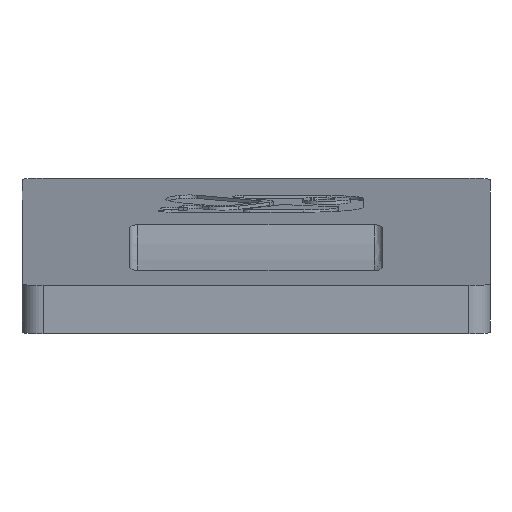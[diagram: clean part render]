
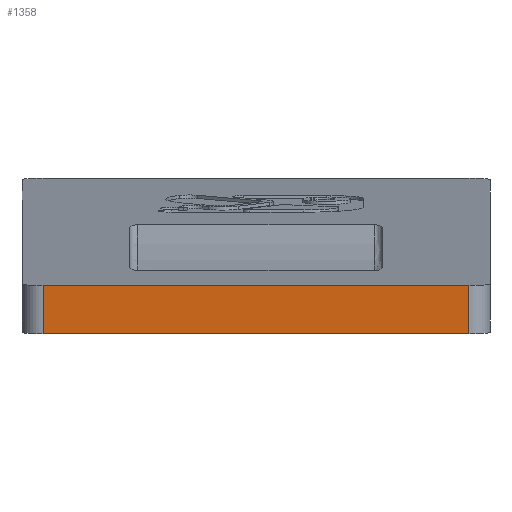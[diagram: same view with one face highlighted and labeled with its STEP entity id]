
A CAD part, front view. The second image highlights one B-rep face of the part: STEP entity #1358.
In plain terms, the highlighted planar face has unit normal (0, -0.996, -0.087).
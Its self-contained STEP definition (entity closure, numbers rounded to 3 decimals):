
#97=PLANE('',#1453);
#123=LINE('',#1978,#232);
#176=LINE('',#2345,#285);
#200=LINE('',#2485,#309);
#205=LINE('',#2492,#314);
#232=VECTOR('',#1573,10.);
#285=VECTOR('',#1670,10.);
#309=VECTOR('',#1728,10.);
#314=VECTOR('',#1737,10.);
#409=FACE_OUTER_BOUND('',#496,.T.);
#496=EDGE_LOOP('',(#1272,#1273,#1274,#1275));
#606=VERTEX_POINT('',#1975);
#607=VERTEX_POINT('',#1977);
#678=VERTEX_POINT('',#2342);
#679=VERTEX_POINT('',#2344);
#754=EDGE_CURVE('',#606,#607,#123,.T.);
#847=EDGE_CURVE('',#678,#679,#176,.T.);
#882=EDGE_CURVE('',#679,#606,#200,.T.);
#887=EDGE_CURVE('',#607,#678,#205,.T.);
#1272=ORIENTED_EDGE('',*,*,#847,.F.);
#1273=ORIENTED_EDGE('',*,*,#887,.F.);
#1274=ORIENTED_EDGE('',*,*,#754,.F.);
#1275=ORIENTED_EDGE('',*,*,#882,.F.);
#1358=ADVANCED_FACE('',(#409),#97,.T.);
#1453=AXIS2_PLACEMENT_3D('',#2499,#1748,#1749);
#1573=DIRECTION('',(-1.,0.,0.));
#1670=DIRECTION('',(1.,0.,0.));
#1728=DIRECTION('',(0.,0.087,-0.996));
#1737=DIRECTION('',(0.,-0.087,0.996));
#1748=DIRECTION('center_axis',(0.,-0.996,
-0.087));
#1749=DIRECTION('ref_axis',(-1.,0.,0.));
#1975=CARTESIAN_POINT('',(303.9,-139.69,35.975));
#1977=CARTESIAN_POINT('',(277.581,-139.69,35.975));
#1978=CARTESIAN_POINT('',(277.825,-139.69,35.975));
#2342=CARTESIAN_POINT('',(277.581,-139.952,38.964));
#2344=CARTESIAN_POINT('',(303.9,-139.952,38.964));
#2345=CARTESIAN_POINT('',(277.825,-139.952,38.964));
#2485=CARTESIAN_POINT('',(303.9,-139.952,38.964));
#2492=CARTESIAN_POINT('',(277.581,-139.864,37.968));
#2499=CARTESIAN_POINT('Origin',(304.075,-139.952,38.964));
